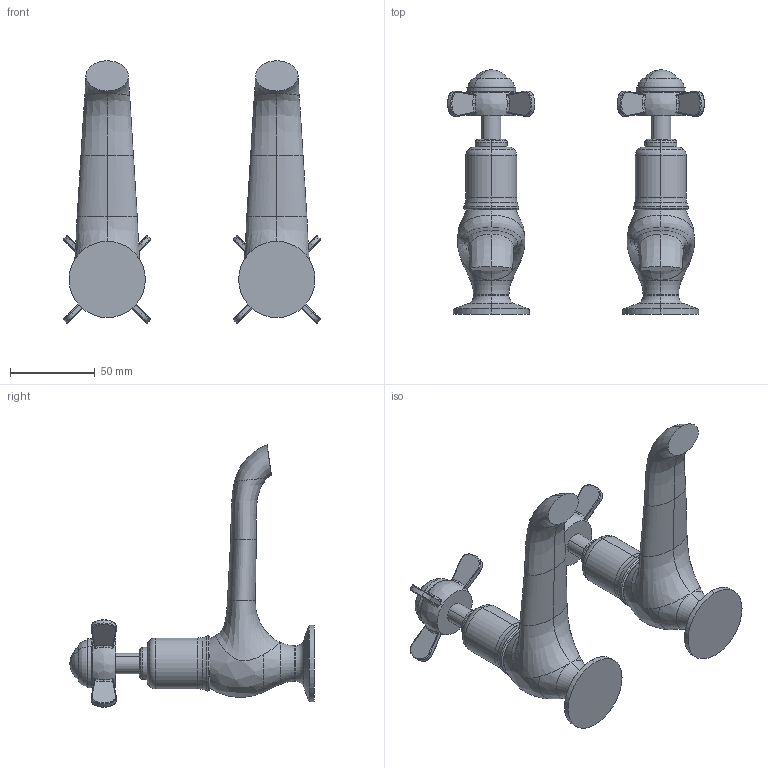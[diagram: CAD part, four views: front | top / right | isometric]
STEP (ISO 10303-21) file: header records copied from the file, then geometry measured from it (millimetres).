
FILE_DESCRIPTION((''),'2;1');
FILE_NAME('98011_ASM','2018-08-12T',('MQ'),(''),'PRO/ENGINEER BY PARAMETRIC TECHNOLOGY CORPORATION, 2012130','PRO/ENGINEER BY PARAMETRIC TECHNOLOGY CORPORATION, 2012130','');
FILE_SCHEMA(('CONFIG_CONTROL_DESIGN'));
Products named in the file (10): MANIFOLD_SOLID_BREP_201; MANIFOLD_SOLID_BREP_202; MANIFOLD_SOLID_BREP_203; MANIFOLD_SOLID_BREP_207; ADMI2EE448OZ_ASM; ACCROSSHANDLE-04; ACCROSSHANDLE-03; ACC-05; ACCROSSHANDLE_ASM; 98011_ASM
Assembly tree (10 placements, depth 3):
  98011_ASM
    ADMI2EE448OZ_ASM
      MANIFOLD_SOLID_BREP_201
      MANIFOLD_SOLID_BREP_202
      MANIFOLD_SOLID_BREP_203
      MANIFOLD_SOLID_BREP_207
    ACCROSSHANDLE_ASM  x2
      ACCROSSHANDLE-04
      ACCROSSHANDLE-03
      ACC-05
Bounding box: 151.56 x 144 x 154.69 mm (x, y, z)
Volume: 258248.7 mm3; surface area: 67064.3 mm2
Topology: 10 solids, 10 shells, 370 faces, 822 edges, 482 vertices
Faces by surface type: torus 100, cylinder 96, bspline 88, plane 62, cone 20, sphere 4
Entity records: 13217 total; most frequent: CARTESIAN_POINT 7795, DIRECTION 1154, ORIENTED_EDGE 1072, EDGE_CURVE 536, AXIS2_PLACEMENT_3D 524, VERTEX_POINT 311, CIRCLE 302, EDGE_LOOP 263
